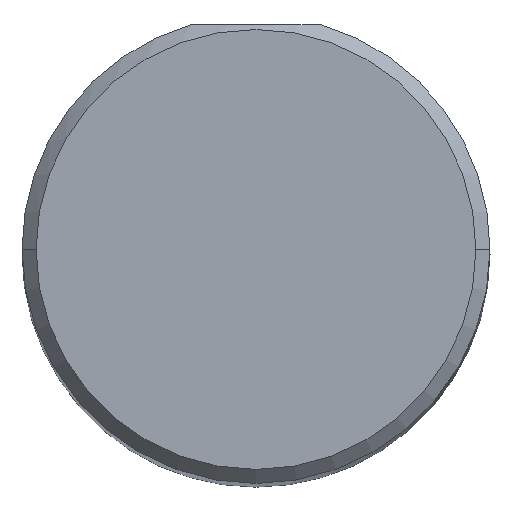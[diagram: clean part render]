
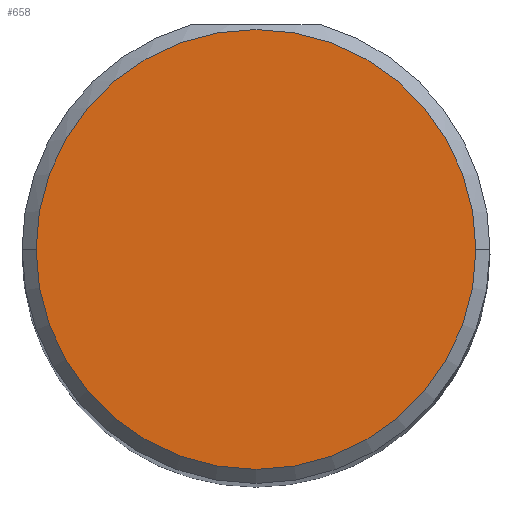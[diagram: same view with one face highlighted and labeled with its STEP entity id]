
A CAD part, top view. The second image highlights one B-rep face of the part: STEP entity #658.
In plain terms, the highlighted planar face has unit normal (0, 0, 1).
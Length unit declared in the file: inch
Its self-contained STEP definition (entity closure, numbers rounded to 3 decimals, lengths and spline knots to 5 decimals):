
#32 = CIRCLE ( 'NONE', #540, 0.235 ) ;
#115 = AXIS2_PLACEMENT_3D ( 'NONE', #507, #154, #447 ) ;
#135 = ORIENTED_EDGE ( 'NONE', *, *, #452, .T. ) ;
#154 = DIRECTION ( 'NONE',  ( 0., 0., 1. ) ) ;
#235 = VERTEX_POINT ( 'NONE', #498 ) ;
#252 = CARTESIAN_POINT ( 'NONE',  ( 0., 0., 3. ) ) ;
#267 = DIRECTION ( 'NONE',  ( 0., 0., 1. ) ) ;
#332 = CIRCLE ( 'NONE', #482, 0.235 ) ;
#393 = PLANE ( 'NONE',  #115 ) ;
#418 = CARTESIAN_POINT ( 'NONE',  ( 0., 0., 3. ) ) ;
#447 = DIRECTION ( 'NONE',  ( 1., 0., 0. ) ) ;
#452 = EDGE_CURVE ( 'NONE', #235, #631, #32, .T. ) ;
#479 = DIRECTION ( 'NONE',  ( 0., 0., 1. ) ) ;
#482 = AXIS2_PLACEMENT_3D ( 'NONE', #418, #267, #652 ) ;
#498 = CARTESIAN_POINT ( 'NONE',  ( 0.235, 0., 3. ) ) ;
#499 = FACE_OUTER_BOUND ( 'NONE', #532, .T. ) ;
#507 = CARTESIAN_POINT ( 'NONE',  ( 0., 0., 3. ) ) ;
#532 = EDGE_LOOP ( 'NONE', ( #711, #135 ) ) ;
#540 = AXIS2_PLACEMENT_3D ( 'NONE', #252, #479, #583 ) ;
#583 = DIRECTION ( 'NONE',  ( 1., 0., 0. ) ) ;
#623 = EDGE_CURVE ( 'NONE', #631, #235, #332, .T. ) ;
#631 = VERTEX_POINT ( 'NONE', #647 ) ;
#647 = CARTESIAN_POINT ( 'NONE',  ( -0.235, 0., 3. ) ) ;
#652 = DIRECTION ( 'NONE',  ( 1., 0., 0. ) ) ;
#658 = ADVANCED_FACE ( 'NONE', ( #499 ), #393, .T. ) ;
#711 = ORIENTED_EDGE ( 'NONE', *, *, #623, .T. ) ;
